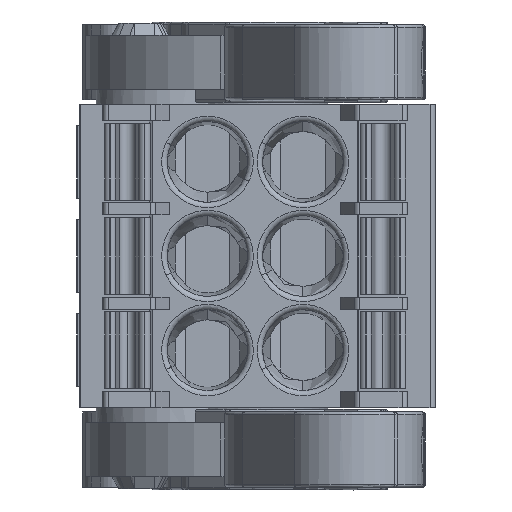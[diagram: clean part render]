
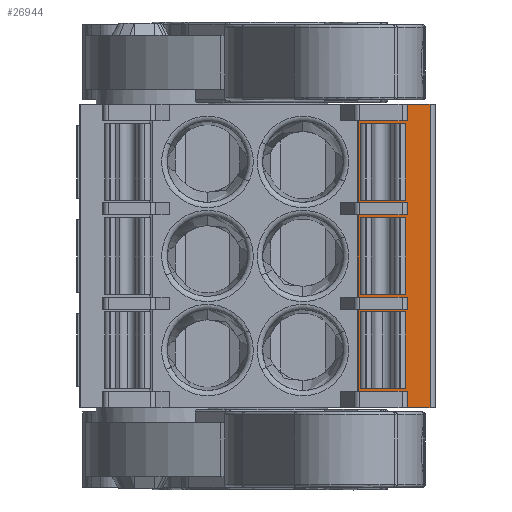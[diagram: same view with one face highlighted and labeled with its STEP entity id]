
A CAD part, front view. The second image highlights one B-rep face of the part: STEP entity #26944.
In plain terms, the highlighted planar face has unit normal (0, -1, 0).
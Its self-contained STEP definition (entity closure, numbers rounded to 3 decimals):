
#1=DIRECTION('',(1.,0.,0.));
#2=VECTOR('',#1,1.7);
#3=CARTESIAN_POINT('',(10.41,-0.05,5.575));
#4=LINE('',#3,#2);
#5=DIRECTION('',(1.,0.,0.));
#6=VECTOR('',#5,1.7);
#7=CARTESIAN_POINT('',(10.41,-0.05,2.075));
#8=LINE('',#7,#6);
#9=DIRECTION('',(0.,0.,1.));
#10=VECTOR('',#9,2.85);
#11=CARTESIAN_POINT('',(12.11,-0.05,2.075));
#12=LINE('',#11,#10);
#13=DIRECTION('',(0.,0.,-1.));
#14=VECTOR('',#13,2.85);
#15=CARTESIAN_POINT('',(10.41,-0.05,4.925));
#16=LINE('',#15,#14);
#17=DIRECTION('',(1.,0.,0.));
#18=VECTOR('',#17,1.7);
#19=CARTESIAN_POINT('',(10.41,-0.05,-1.425));
#20=LINE('',#19,#18);
#21=DIRECTION('',(0.,0.,1.));
#22=VECTOR('',#21,2.85);
#23=CARTESIAN_POINT('',(12.11,-0.05,-1.425));
#24=LINE('',#23,#22);
#25=DIRECTION('',(0.,0.,-1.));
#26=VECTOR('',#25,2.85);
#27=CARTESIAN_POINT('',(10.41,-0.05,1.425));
#28=LINE('',#27,#26);
#29=DIRECTION('',(-1.,0.,0.));
#30=VECTOR('',#29,1.829);
#31=CARTESIAN_POINT('',(12.17,-0.05,5.475));
#32=LINE('',#31,#30);
#33=DIRECTION('',(0.,0.,1.));
#34=VECTOR('',#33,3.05);
#35=CARTESIAN_POINT('',(10.341,-0.05,5.475));
#36=LINE('',#35,#34);
#37=DIRECTION('',(0.,0.,1.));
#38=VECTOR('',#37,0.625);
#39=CARTESIAN_POINT('',(12.17,-0.05,8.525));
#40=LINE('',#39,#38);
#41=DIRECTION('',(1.,0.,0.));
#42=VECTOR('',#41,0.84);
#43=CARTESIAN_POINT('',(12.17,-0.05,9.15));
#44=LINE('',#43,#42);
#45=DIRECTION('',(-1.,0.,0.));
#46=VECTOR('',#45,1.829);
#47=CARTESIAN_POINT('',(12.17,-0.05,-1.525));
#48=LINE('',#47,#46);
#49=DIRECTION('',(-1.,0.,0.));
#50=VECTOR('',#49,1.829);
#51=CARTESIAN_POINT('',(12.17,-0.05,1.975));
#52=LINE('',#51,#50);
#53=DIRECTION('',(1.,0.,0.));
#54=VECTOR('',#53,1.7);
#55=CARTESIAN_POINT('',(10.41,-0.05,8.425));
#56=LINE('',#55,#54);
#103=DIRECTION('',(0.,0.,-1.));
#104=VECTOR('',#103,2.85);
#105=CARTESIAN_POINT('',(12.11,-0.05,8.425));
#106=LINE('',#105,#104);
#161=DIRECTION('',(0.,0.,1.));
#162=VECTOR('',#161,2.85);
#163=CARTESIAN_POINT('',(10.41,-0.05,5.575));
#164=LINE('',#163,#162);
#253=DIRECTION('',(1.,0.,0.));
#254=VECTOR('',#253,1.7);
#255=CARTESIAN_POINT('',(10.41,-0.05,4.925));
#256=LINE('',#255,#254);
#405=DIRECTION('',(1.,0.,0.));
#406=VECTOR('',#405,1.7);
#407=CARTESIAN_POINT('',(10.41,-0.05,1.425));
#408=LINE('',#407,#406);
#511=DIRECTION('',(0.,0.,-1.));
#512=VECTOR('',#511,0.45);
#513=CARTESIAN_POINT('',(12.17,-0.05,5.475));
#514=LINE('',#513,#512);
#519=DIRECTION('',(-1.,0.,0.));
#520=VECTOR('',#519,1.829);
#521=CARTESIAN_POINT('',(12.17,-0.05,5.025));
#522=LINE('',#521,#520);
#545=DIRECTION('',(0.,0.,-1.));
#546=VECTOR('',#545,3.05);
#547=CARTESIAN_POINT('',(10.341,-0.05,5.025));
#548=LINE('',#547,#546);
#595=DIRECTION('',(0.,0.,-1.));
#596=VECTOR('',#595,0.45);
#597=CARTESIAN_POINT('',(12.17,-0.05,1.975));
#598=LINE('',#597,#596);
#9538=DIRECTION('',(0.,0.,1.));
#9539=VECTOR('',#9538,11.3);
#9540=CARTESIAN_POINT('',(13.01,-0.05,-2.15));
#9541=LINE('',#9540,#9539);
#9667=DIRECTION('',(-1.,0.,0.));
#9668=VECTOR('',#9667,1.829);
#9669=CARTESIAN_POINT('',(12.17,-0.05,8.525));
#9670=LINE('',#9669,#9668);
#15243=DIRECTION('',(1.,0.,0.));
#15244=VECTOR('',#15243,0.84);
#15245=CARTESIAN_POINT('',(12.17,-0.05,-2.15));
#15246=LINE('',#15245,#15244);
#15368=DIRECTION('',(0.,0.,-1.));
#15369=VECTOR('',#15368,0.625);
#15370=CARTESIAN_POINT('',(12.17,-0.05,-1.525));
#15371=LINE('',#15370,#15369);
#15454=DIRECTION('',(0.,0.,-1.));
#15455=VECTOR('',#15454,3.05);
#15456=CARTESIAN_POINT('',(10.341,-0.05,1.525));
#15457=LINE('',#15456,#15455);
#15458=DIRECTION('',(-1.,0.,0.));
#15459=VECTOR('',#15458,1.829);
#15460=CARTESIAN_POINT('',(12.17,-0.05,1.525));
#15461=LINE('',#15460,#15459);
#21522=CARTESIAN_POINT('',(12.17,-0.05,-2.15));
#21523=CARTESIAN_POINT('',(13.01,-0.05,-2.15));
#21524=VERTEX_POINT('',#21522);
#21525=VERTEX_POINT('',#21523);
#21526=CARTESIAN_POINT('',(12.17,-0.05,-1.525));
#21527=VERTEX_POINT('',#21526);
#21528=CARTESIAN_POINT('',(10.341,-0.05,-1.525));
#21529=VERTEX_POINT('',#21528);
#21530=CARTESIAN_POINT('',(10.341,-0.05,1.525));
#21531=VERTEX_POINT('',#21530);
#21532=CARTESIAN_POINT('',(12.17,-0.05,1.525));
#21533=VERTEX_POINT('',#21532);
#21534=CARTESIAN_POINT('',(10.41,-0.05,-1.425));
#21535=CARTESIAN_POINT('',(12.11,-0.05,-1.425));
#21536=VERTEX_POINT('',#21534);
#21537=VERTEX_POINT('',#21535);
#21538=CARTESIAN_POINT('',(12.11,-0.05,1.425));
#21539=VERTEX_POINT('',#21538);
#21540=CARTESIAN_POINT('',(10.41,-0.05,1.425));
#21541=VERTEX_POINT('',#21540);
#23777=CARTESIAN_POINT('',(12.17,-0.05,5.475));
#23778=CARTESIAN_POINT('',(10.341,-0.05,5.475));
#23779=VERTEX_POINT('',#23777);
#23780=VERTEX_POINT('',#23778);
#23781=CARTESIAN_POINT('',(10.341,-0.05,8.525));
#23782=VERTEX_POINT('',#23781);
#23783=CARTESIAN_POINT('',(12.17,-0.05,8.525));
#23784=VERTEX_POINT('',#23783);
#23785=CARTESIAN_POINT('',(12.17,-0.05,9.15));
#23786=VERTEX_POINT('',#23785);
#23787=CARTESIAN_POINT('',(13.01,-0.05,9.15));
#23788=VERTEX_POINT('',#23787);
#23789=CARTESIAN_POINT('',(10.41,-0.05,8.425));
#23790=CARTESIAN_POINT('',(12.11,-0.05,8.425));
#23791=VERTEX_POINT('',#23789);
#23792=VERTEX_POINT('',#23790);
#23793=CARTESIAN_POINT('',(10.41,-0.05,5.575));
#23794=VERTEX_POINT('',#23793);
#23795=CARTESIAN_POINT('',(12.11,-0.05,5.575));
#23796=VERTEX_POINT('',#23795);
#26019=CARTESIAN_POINT('',(12.17,-0.05,1.975));
#26020=CARTESIAN_POINT('',(10.341,-0.05,1.975));
#26021=VERTEX_POINT('',#26019);
#26022=VERTEX_POINT('',#26020);
#26023=CARTESIAN_POINT('',(10.341,-0.05,5.025));
#26024=VERTEX_POINT('',#26023);
#26025=CARTESIAN_POINT('',(12.17,-0.05,5.025));
#26026=VERTEX_POINT('',#26025);
#26027=CARTESIAN_POINT('',(10.41,-0.05,2.075));
#26028=CARTESIAN_POINT('',(12.11,-0.05,2.075));
#26029=VERTEX_POINT('',#26027);
#26030=VERTEX_POINT('',#26028);
#26031=CARTESIAN_POINT('',(12.11,-0.05,4.925));
#26032=VERTEX_POINT('',#26031);
#26033=CARTESIAN_POINT('',(10.41,-0.05,4.925));
#26034=VERTEX_POINT('',#26033);
#26875=CARTESIAN_POINT('',(0.,-0.05,0.));
#26876=DIRECTION('',(0.,-1.,0.));
#26877=DIRECTION('',(1.,0.,0.));
#26878=AXIS2_PLACEMENT_3D('',#26875,#26876,#26877);
#26879=PLANE('',#26878);
#26881=ORIENTED_EDGE('',*,*,#26880,.F.);
#26883=ORIENTED_EDGE('',*,*,#26882,.T.);
#26885=ORIENTED_EDGE('',*,*,#26884,.T.);
#26887=ORIENTED_EDGE('',*,*,#26886,.F.);
#26889=ORIENTED_EDGE('',*,*,#26888,.T.);
#26891=ORIENTED_EDGE('',*,*,#26890,.T.);
#26893=ORIENTED_EDGE('',*,*,#26892,.F.);
#26895=ORIENTED_EDGE('',*,*,#26894,.F.);
#26897=ORIENTED_EDGE('',*,*,#26896,.F.);
#26899=ORIENTED_EDGE('',*,*,#26898,.T.);
#26901=ORIENTED_EDGE('',*,*,#26900,.F.);
#26903=ORIENTED_EDGE('',*,*,#26902,.F.);
#26905=ORIENTED_EDGE('',*,*,#26904,.F.);
#26907=ORIENTED_EDGE('',*,*,#26906,.T.);
#26909=ORIENTED_EDGE('',*,*,#26908,.F.);
#26911=ORIENTED_EDGE('',*,*,#26910,.F.);
#26912=EDGE_LOOP('',(#26881,#26883,#26885,#26887,#26889,#26891,#26893,#26895,
#26897,#26899,#26901,#26903,#26905,#26907,#26909,#26911));
#26913=FACE_OUTER_BOUND('',#26912,.F.);
#26915=ORIENTED_EDGE('',*,*,#26914,.T.);
#26917=ORIENTED_EDGE('',*,*,#26916,.T.);
#26919=ORIENTED_EDGE('',*,*,#26918,.F.);
#26921=ORIENTED_EDGE('',*,*,#26920,.T.);
#26922=EDGE_LOOP('',(#26915,#26917,#26919,#26921));
#26923=FACE_BOUND('',#26922,.F.);
#26925=ORIENTED_EDGE('',*,*,#26924,.T.);
#26927=ORIENTED_EDGE('',*,*,#26926,.T.);
#26929=ORIENTED_EDGE('',*,*,#26928,.F.);
#26931=ORIENTED_EDGE('',*,*,#26930,.T.);
#26932=EDGE_LOOP('',(#26925,#26927,#26929,#26931));
#26933=FACE_BOUND('',#26932,.F.);
#26935=ORIENTED_EDGE('',*,*,#26934,.F.);
#26937=ORIENTED_EDGE('',*,*,#26936,.F.);
#26939=ORIENTED_EDGE('',*,*,#26938,.T.);
#26941=ORIENTED_EDGE('',*,*,#26940,.F.);
#26942=EDGE_LOOP('',(#26935,#26937,#26939,#26941));
#26943=FACE_BOUND('',#26942,.F.);
#26944=ADVANCED_FACE('',(#26913,#26923,#26933,#26943),#26879,.T.);
#26880=EDGE_CURVE('',#23779,#26026,#514,.T.);
#26882=EDGE_CURVE('',#23779,#23780,#32,.T.);
#26884=EDGE_CURVE('',#23780,#23782,#36,.T.);
#26886=EDGE_CURVE('',#23784,#23782,#9670,.T.);
#26888=EDGE_CURVE('',#23784,#23786,#40,.T.);
#26890=EDGE_CURVE('',#23786,#23788,#44,.T.);
#26892=EDGE_CURVE('',#21525,#23788,#9541,.T.);
#26894=EDGE_CURVE('',#21524,#21525,#15246,.T.);
#26896=EDGE_CURVE('',#21527,#21524,#15371,.T.);
#26898=EDGE_CURVE('',#21527,#21529,#48,.T.);
#26900=EDGE_CURVE('',#21531,#21529,#15457,.T.);
#26902=EDGE_CURVE('',#21533,#21531,#15461,.T.);
#26904=EDGE_CURVE('',#26021,#21533,#598,.T.);
#26906=EDGE_CURVE('',#26021,#26022,#52,.T.);
#26908=EDGE_CURVE('',#26024,#26022,#548,.T.);
#26910=EDGE_CURVE('',#26026,#26024,#522,.T.);
#26914=EDGE_CURVE('',#26029,#26030,#8,.T.);
#26916=EDGE_CURVE('',#26030,#26032,#12,.T.);
#26918=EDGE_CURVE('',#26034,#26032,#256,.T.);
#26920=EDGE_CURVE('',#26034,#26029,#16,.T.);
#26924=EDGE_CURVE('',#21536,#21537,#20,.T.);
#26926=EDGE_CURVE('',#21537,#21539,#24,.T.);
#26928=EDGE_CURVE('',#21541,#21539,#408,.T.);
#26930=EDGE_CURVE('',#21541,#21536,#28,.T.);
#26934=EDGE_CURVE('',#23791,#23792,#56,.T.);
#26936=EDGE_CURVE('',#23794,#23791,#164,.T.);
#26938=EDGE_CURVE('',#23794,#23796,#4,.T.);
#26940=EDGE_CURVE('',#23792,#23796,#106,.T.);
